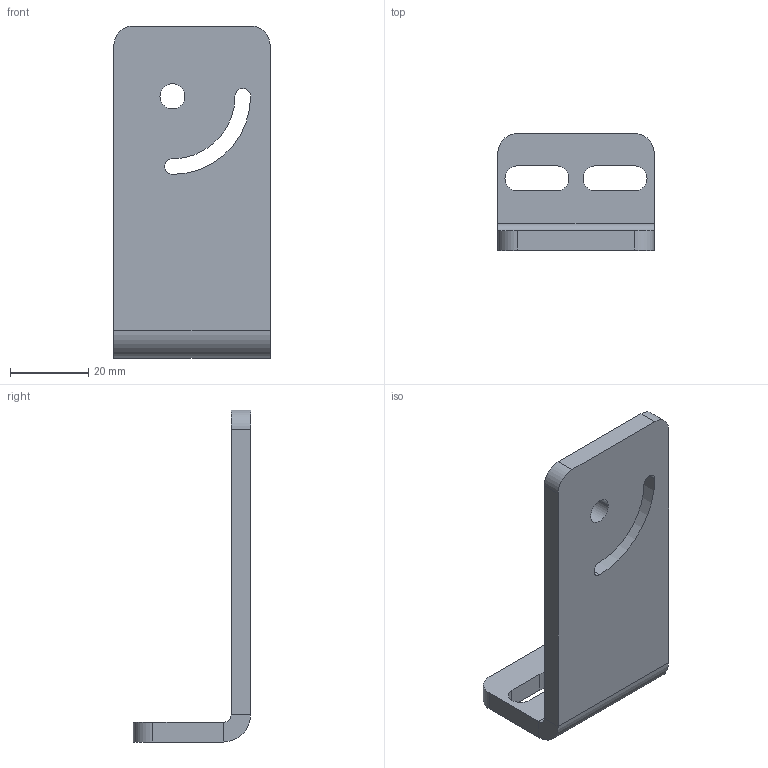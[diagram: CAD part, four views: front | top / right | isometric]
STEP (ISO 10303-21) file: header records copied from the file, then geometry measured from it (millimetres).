
FILE_DESCRIPTION((''),'2;1');
FILE_NAME('011_044','2023-01-16T12:32:10',('michi'),(''),'CREO PARAMETRIC BY PTC INC, 2020342','CREO PARAMETRIC BY PTC INC, 2020342','');
FILE_SCHEMA(('CONFIG_CONTROL_DESIGN'));
Length unit declared in the file: millimetre
Products named in the file (1): 011_044
Bounding box: 40 x 30 x 85 mm (x, y, z)
Volume: 19755.5 mm3; surface area: 10187.2 mm2
Topology: 1 solids, 1 shells, 32 faces, 82 edges, 52 vertices
Faces by surface type: plane 16, cylinder 16
Entity records: 1028 total; most frequent: DIRECTION 178, CARTESIAN_POINT 166, ORIENTED_EDGE 164, EDGE_CURVE 82, AXIS2_PLACEMENT_3D 64, VERTEX_POINT 52, VECTOR 50, LINE 50
